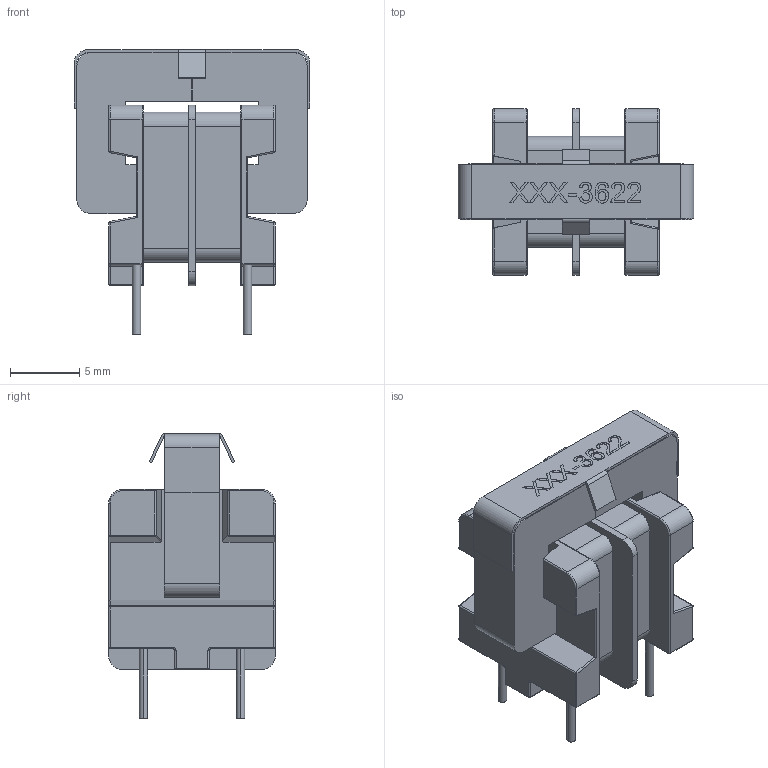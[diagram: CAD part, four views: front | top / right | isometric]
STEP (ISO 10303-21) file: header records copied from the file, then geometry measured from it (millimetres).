
FILE_DESCRIPTION (( 'STEP AP214' ), '1' );
FILE_NAME ('1EA279F6-26A6-401D-BD8E-226E3220DA7D.STEP', '2023-04-14T10:37:33', ( '' ), ( '' ), 'SwSTEP 2.0', 'SolidWorks 2022', '' );
FILE_SCHEMA (( 'AUTOMOTIVE_DESIGN' ));
Length unit declared in the file: millimetre
Products named in the file (1): 1EA279F6-26A6-401D-BD8E-226E3220DA7D
Bounding box: 17 x 12 x 20.5 mm (x, y, z)
Volume: 1553.3 mm3; surface area: 1658.3 mm2
Topology: 1 solids, 1 shells, 378 faces, 975 edges, 582 vertices
Faces by surface type: plane 160, cylinder 119, bspline 53, sphere 30, torus 16
Entity records: 16376 total; most frequent: CARTESIAN_POINT 5365, ORIENTED_EDGE 1890, DIRECTION 1699, EDGE_CURVE 945, LINE 595, VECTOR 595, VERTEX_POINT 582, AXIS2_PLACEMENT_3D 552
